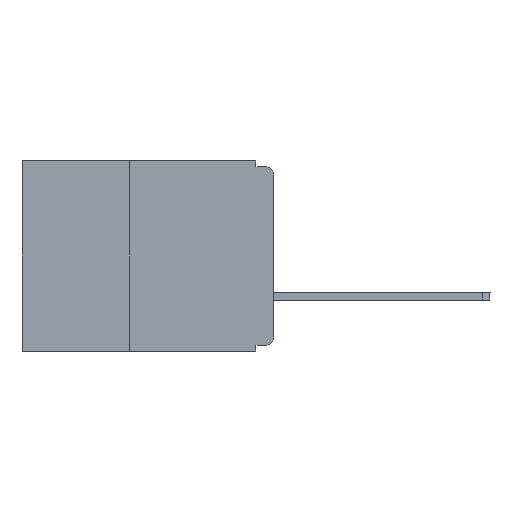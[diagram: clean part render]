
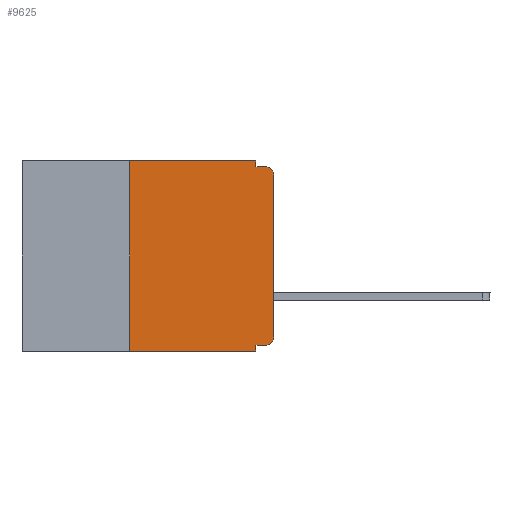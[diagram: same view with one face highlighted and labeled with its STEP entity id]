
A CAD part, left-side view. The second image highlights one B-rep face of the part: STEP entity #9625.
In plain terms, the highlighted planar face has unit normal (-1, 0, 0).
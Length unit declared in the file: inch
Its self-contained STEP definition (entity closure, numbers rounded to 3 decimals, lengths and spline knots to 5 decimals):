
#162 = DIRECTION ( 'NONE',  ( -1., 0., 0. ) ) ;
#294 = LINE ( 'NONE', #9354, #1769 ) ;
#539 = CARTESIAN_POINT ( 'NONE',  ( 0., 0.437, 0. ) ) ;
#542 = ORIENTED_EDGE ( 'NONE', *, *, #9339, .T. ) ;
#599 = VERTEX_POINT ( 'NONE', #9540 ) ;
#974 = DIRECTION ( 'NONE',  ( 0., 0., -1. ) ) ;
#1211 = DIRECTION ( 'NONE',  ( 0., 0., -1. ) ) ;
#1269 = CARTESIAN_POINT ( 'NONE',  ( 0., 0., 0. ) ) ;
#1283 = VERTEX_POINT ( 'NONE', #11784 ) ;
#1442 = VECTOR ( 'NONE', #1211, 39.37008 ) ;
#1448 = VERTEX_POINT ( 'NONE', #5041 ) ;
#1483 = DIRECTION ( 'NONE',  ( 1., 0., 0. ) ) ;
#1769 = VECTOR ( 'NONE', #10271, 39.37008 ) ;
#1803 = EDGE_CURVE ( 'NONE', #7342, #4533, #10143, .T. ) ;
#2062 = LINE ( 'NONE', #4860, #11583 ) ;
#2175 = LINE ( 'NONE', #3058, #1442 ) ;
#2191 = EDGE_LOOP ( 'NONE', ( #10650, #542, #3116, #4389, #7840, #8775, #5517, #10498, #7371, #5587 ) ) ;
#2313 = VERTEX_POINT ( 'NONE', #3670 ) ;
#2390 = AXIS2_PLACEMENT_3D ( 'NONE', #8444, #3949, #9525 ) ;
#2423 = PLANE ( 'NONE',  #8979 ) ;
#2527 = EDGE_CURVE ( 'NONE', #599, #1283, #2904, .T. ) ;
#2904 = LINE ( 'NONE', #1269, #9991 ) ;
#3058 = CARTESIAN_POINT ( 'NONE',  ( 0., 0.031, 0. ) ) ;
#3116 = ORIENTED_EDGE ( 'NONE', *, *, #4043, .F. ) ;
#3360 = LINE ( 'NONE', #9173, #5228 ) ;
#3587 = VECTOR ( 'NONE', #10257, 39.37008 ) ;
#3670 = CARTESIAN_POINT ( 'NONE',  ( 0., 0.015, -0.01 ) ) ;
#3920 = CARTESIAN_POINT ( 'NONE',  ( 0., 0.015, -0.025 ) ) ;
#3934 = VECTOR ( 'NONE', #974, 39.37008 ) ;
#3949 = DIRECTION ( 'NONE',  ( -1., 0., 0. ) ) ;
#4043 = EDGE_CURVE ( 'NONE', #4054, #2313, #6330, .T. ) ;
#4054 = VERTEX_POINT ( 'NONE', #11672 ) ;
#4286 = VERTEX_POINT ( 'NONE', #8058 ) ;
#4299 = DIRECTION ( 'NONE',  ( 0., -1., 0. ) ) ;
#4318 = CARTESIAN_POINT ( 'NONE',  ( 0., 0.031, -0.32 ) ) ;
#4322 = CARTESIAN_POINT ( 'NONE',  ( 0., 0.015, -0.32 ) ) ;
#4389 = ORIENTED_EDGE ( 'NONE', *, *, #11909, .F. ) ;
#4438 = DIRECTION ( 'NONE',  ( 0., 0., -1. ) ) ;
#4533 = VERTEX_POINT ( 'NONE', #6226 ) ;
#4860 = CARTESIAN_POINT ( 'NONE',  ( 0., 0., -0.32 ) ) ;
#5041 = CARTESIAN_POINT ( 'NONE',  ( 0., 0.031, 0. ) ) ;
#5181 = VECTOR ( 'NONE', #4299, 39.37008 ) ;
#5228 = VECTOR ( 'NONE', #10166, 39.37008 ) ;
#5464 = CIRCLE ( 'NONE', #5612, 0.015 ) ;
#5517 = ORIENTED_EDGE ( 'NONE', *, *, #9274, .T. ) ;
#5587 = ORIENTED_EDGE ( 'NONE', *, *, #11273, .T. ) ;
#5612 = AXIS2_PLACEMENT_3D ( 'NONE', #3920, #162, #5886 ) ;
#5740 = LINE ( 'NONE', #6502, #3587 ) ;
#5886 = DIRECTION ( 'NONE',  ( 0., 0., -1. ) ) ;
#6226 = CARTESIAN_POINT ( 'NONE',  ( 0., 0.031, -0.33 ) ) ;
#6330 = LINE ( 'NONE', #11831, #5181 ) ;
#6502 = CARTESIAN_POINT ( 'NONE',  ( 0., 0.437, -0.33 ) ) ;
#6507 = EDGE_CURVE ( 'NONE', #9643, #7342, #2062, .T. ) ;
#6533 = EDGE_CURVE ( 'NONE', #8680, #1448, #294, .T. ) ;
#7342 = VERTEX_POINT ( 'NONE', #4318 ) ;
#7371 = ORIENTED_EDGE ( 'NONE', *, *, #6507, .F. ) ;
#7596 = CARTESIAN_POINT ( 'NONE',  ( 0., 0.25, 0. ) ) ;
#7840 = ORIENTED_EDGE ( 'NONE', *, *, #6533, .F. ) ;
#8058 = CARTESIAN_POINT ( 'NONE',  ( 0., 0.25, -0.33 ) ) ;
#8315 = CARTESIAN_POINT ( 'NONE',  ( 0., 0.031, -0.33 ) ) ;
#8444 = CARTESIAN_POINT ( 'NONE',  ( 0., 0.015, -0.305 ) ) ;
#8680 = VERTEX_POINT ( 'NONE', #7596 ) ;
#8722 = CIRCLE ( 'NONE', #2390, 0.015 ) ;
#8775 = ORIENTED_EDGE ( 'NONE', *, *, #11141, .F. ) ;
#8948 = FACE_OUTER_BOUND ( 'NONE', #2191, .T. ) ;
#8979 = AXIS2_PLACEMENT_3D ( 'NONE', #539, #1483, #4438 ) ;
#9173 = CARTESIAN_POINT ( 'NONE',  ( 0., 0.25, -0.33 ) ) ;
#9274 = EDGE_CURVE ( 'NONE', #4286, #4533, #5740, .T. ) ;
#9339 = EDGE_CURVE ( 'NONE', #1283, #2313, #5464, .T. ) ;
#9354 = CARTESIAN_POINT ( 'NONE',  ( 0., 0.437, 0. ) ) ;
#9525 = DIRECTION ( 'NONE',  ( 0., 0., -1. ) ) ;
#9540 = CARTESIAN_POINT ( 'NONE',  ( 0., 0., -0.305 ) ) ;
#9625 = ADVANCED_FACE ( 'NONE', ( #8948 ), #2423, .F. ) ;
#9643 = VERTEX_POINT ( 'NONE', #4322 ) ;
#9991 = VECTOR ( 'NONE', #10606, 39.37008 ) ;
#10143 = LINE ( 'NONE', #8315, #3934 ) ;
#10166 = DIRECTION ( 'NONE',  ( 0., 0., 1. ) ) ;
#10257 = DIRECTION ( 'NONE',  ( 0., -1., 0. ) ) ;
#10271 = DIRECTION ( 'NONE',  ( 0., -1., 0. ) ) ;
#10498 = ORIENTED_EDGE ( 'NONE', *, *, #1803, .F. ) ;
#10606 = DIRECTION ( 'NONE',  ( 0., 0., 1. ) ) ;
#10650 = ORIENTED_EDGE ( 'NONE', *, *, #2527, .T. ) ;
#10987 = DIRECTION ( 'NONE',  ( 0., 1., 0. ) ) ;
#11141 = EDGE_CURVE ( 'NONE', #4286, #8680, #3360, .T. ) ;
#11273 = EDGE_CURVE ( 'NONE', #9643, #599, #8722, .T. ) ;
#11583 = VECTOR ( 'NONE', #10987, 39.37008 ) ;
#11672 = CARTESIAN_POINT ( 'NONE',  ( 0., 0.031, -0.01 ) ) ;
#11784 = CARTESIAN_POINT ( 'NONE',  ( 0., 0., -0.025 ) ) ;
#11831 = CARTESIAN_POINT ( 'NONE',  ( 0., 0., -0.01 ) ) ;
#11909 = EDGE_CURVE ( 'NONE', #1448, #4054, #2175, .T. ) ;
